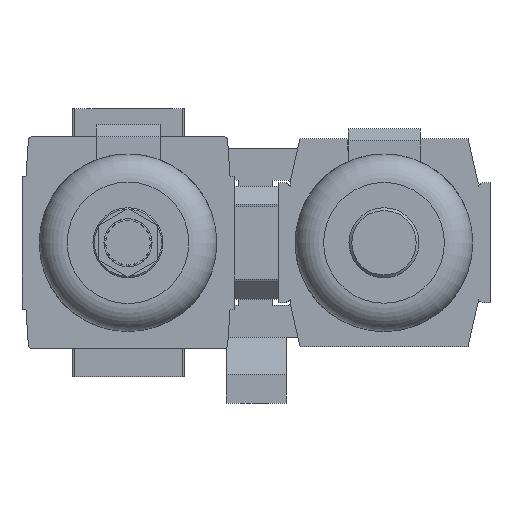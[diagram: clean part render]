
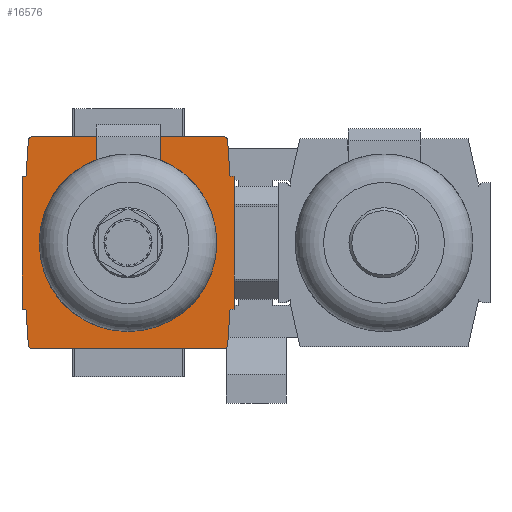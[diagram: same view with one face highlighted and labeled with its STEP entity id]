
A CAD part, front view. The second image highlights one B-rep face of the part: STEP entity #16576.
In plain terms, the highlighted planar face has unit normal (0, -1, 0).
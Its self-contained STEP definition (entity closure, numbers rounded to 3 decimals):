
#156=PLANE('',#17513);
#841=CIRCLE('',#17291,22.2);
#878=CIRCLE('',#17351,1.);
#880=CIRCLE('',#17354,1.);
#882=CIRCLE('',#17357,1.);
#884=CIRCLE('',#17361,1.);
#1989=ORIENTED_EDGE('',*,*,#5789,.F.);
#1990=ORIENTED_EDGE('',*,*,#5790,.T.);
#1991=ORIENTED_EDGE('',*,*,#5303,.F.);
#1992=ORIENTED_EDGE('',*,*,#5791,.F.);
#1993=ORIENTED_EDGE('',*,*,#5552,.F.);
#1994=ORIENTED_EDGE('',*,*,#5504,.F.);
#1995=ORIENTED_EDGE('',*,*,#5523,.F.);
#1996=ORIENTED_EDGE('',*,*,#5468,.F.);
#1997=ORIENTED_EDGE('',*,*,#5521,.F.);
#1998=ORIENTED_EDGE('',*,*,#5516,.F.);
#1999=ORIENTED_EDGE('',*,*,#5576,.F.);
#2000=ORIENTED_EDGE('',*,*,#5571,.F.);
#2001=ORIENTED_EDGE('',*,*,#5564,.F.);
#2002=ORIENTED_EDGE('',*,*,#5526,.F.);
#2003=ORIENTED_EDGE('',*,*,#5533,.F.);
#2004=ORIENTED_EDGE('',*,*,#5398,.F.);
#2005=ORIENTED_EDGE('',*,*,#5519,.F.);
#2006=ORIENTED_EDGE('',*,*,#5500,.F.);
#2007=ORIENTED_EDGE('',*,*,#5557,.F.);
#2008=ORIENTED_EDGE('',*,*,#5555,.F.);
#5303=EDGE_CURVE('',#7334,#7336,#841,.F.);
#5398=EDGE_CURVE('',#7430,#7431,#8747,.T.);
#5468=EDGE_CURVE('',#7494,#7495,#8807,.T.);
#5500=EDGE_CURVE('',#7518,#7519,#8832,.T.);
#5504=EDGE_CURVE('',#7522,#7523,#8836,.T.);
#5516=EDGE_CURVE('',#7534,#7535,#8848,.T.);
#5519=EDGE_CURVE('',#7519,#7430,#878,.T.);
#5521=EDGE_CURVE('',#7535,#7494,#880,.T.);
#5523=EDGE_CURVE('',#7495,#7522,#882,.T.);
#5526=EDGE_CURVE('',#7538,#7539,#8852,.T.);
#5533=EDGE_CURVE('',#7431,#7538,#884,.T.);
#5552=EDGE_CURVE('',#7523,#7551,#8875,.T.);
#5555=EDGE_CURVE('',#7551,#7553,#8878,.T.);
#5557=EDGE_CURVE('',#7553,#7518,#8880,.T.);
#5564=EDGE_CURVE('',#7539,#7557,#8887,.T.);
#5571=EDGE_CURVE('',#7557,#7562,#8893,.T.);
#5576=EDGE_CURVE('',#7562,#7534,#8898,.T.);
#5789=EDGE_CURVE('',#7706,#7707,#9010,.T.);
#5790=EDGE_CURVE('',#7706,#7336,#9011,.T.);
#5791=EDGE_CURVE('',#7707,#7334,#9012,.T.);
#7334=VERTEX_POINT('',#22366);
#7336=VERTEX_POINT('',#22369);
#7430=VERTEX_POINT('',#22694);
#7431=VERTEX_POINT('',#22696);
#7494=VERTEX_POINT('',#22836);
#7495=VERTEX_POINT('',#22838);
#7518=VERTEX_POINT('',#22895);
#7519=VERTEX_POINT('',#22897);
#7522=VERTEX_POINT('',#22904);
#7523=VERTEX_POINT('',#22906);
#7534=VERTEX_POINT('',#22929);
#7535=VERTEX_POINT('',#22931);
#7538=VERTEX_POINT('',#22947);
#7539=VERTEX_POINT('',#22949);
#7551=VERTEX_POINT('',#22993);
#7553=VERTEX_POINT('',#22999);
#7557=VERTEX_POINT('',#23015);
#7562=VERTEX_POINT('',#23029);
#7706=VERTEX_POINT('',#23629);
#7707=VERTEX_POINT('',#23630);
#8747=LINE('',#22695,#10190);
#8807=LINE('',#22837,#10250);
#8832=LINE('',#22896,#10275);
#8836=LINE('',#22905,#10279);
#8848=LINE('',#22930,#10291);
#8852=LINE('',#22948,#10295);
#8875=LINE('',#22996,#10318);
#8878=LINE('',#23002,#10321);
#8880=LINE('',#23005,#10323);
#8887=LINE('',#23018,#10330);
#8893=LINE('',#23032,#10336);
#8898=LINE('',#23039,#10341);
#9010=LINE('',#23628,#10453);
#9011=LINE('',#23631,#10454);
#9012=LINE('',#23632,#10455);
#10190=VECTOR('',#18593,1000.);
#10250=VECTOR('',#18689,1000.);
#10275=VECTOR('',#18734,1000.);
#10279=VECTOR('',#18740,1000.);
#10291=VECTOR('',#18754,1000.);
#10295=VECTOR('',#18778,1000.);
#10318=VECTOR('',#18823,1000.);
#10321=VECTOR('',#18828,1000.);
#10323=VECTOR('',#18832,1000.);
#10330=VECTOR('',#18843,1000.);
#10336=VECTOR('',#18855,1000.);
#10341=VECTOR('',#18864,1000.);
#10453=VECTOR('',#19246,1000.);
#10454=VECTOR('',#19247,1000.);
#10455=VECTOR('',#19248,1000.);
#11744=EDGE_LOOP('',(#1989,#1990,#1991,#1992));
#11745=EDGE_LOOP('',(#1993,#1994,#1995,#1996,#1997,#1998,#1999,#2000,#2001,
#2002,#2003,#2004,#2005,#2006,#2007,#2008));
#12676=FACE_BOUND('',#11744,.T.);
#12677=FACE_BOUND('',#11745,.T.);
#16576=ADVANCED_FACE('',(#12676,#12677),#156,.F.);
#17291=AXIS2_PLACEMENT_3D('',#22368,#18505,#18506);
#17351=AXIS2_PLACEMENT_3D('',#22935,#18760,#18761);
#17354=AXIS2_PLACEMENT_3D('',#22938,#18766,#18767);
#17357=AXIS2_PLACEMENT_3D('',#22941,#18772,#18773);
#17361=AXIS2_PLACEMENT_3D('',#22961,#18788,#18789);
#17513=AXIS2_PLACEMENT_3D('',#23627,#19244,#19245);
#18505=DIRECTION('',(0.,1.,0.));
#18506=DIRECTION('',(0.,0.,1.));
#18593=DIRECTION('',(1.,0.,0.));
#18689=DIRECTION('',(-1.,0.,0.));
#18734=DIRECTION('',(0.066,0.,0.998));
#18740=DIRECTION('',(-0.066,0.,0.998));
#18754=DIRECTION('',(-0.066,0.,-0.998));
#18760=DIRECTION('',(0.,1.,0.));
#18761=DIRECTION('',(1.,0.,0.));
#18766=DIRECTION('',(0.,1.,0.));
#18767=DIRECTION('',(1.,0.,0.));
#18772=DIRECTION('',(0.,1.,0.));
#18773=DIRECTION('',(1.,0.,0.));
#18778=DIRECTION('',(0.066,0.,-0.998));
#18788=DIRECTION('',(0.,1.,0.));
#18789=DIRECTION('',(1.,0.,0.));
#18823=DIRECTION('',(-1.,0.,0.));
#18828=DIRECTION('',(0.,0.,1.));
#18832=DIRECTION('',(1.,0.,0.));
#18843=DIRECTION('',(1.,0.,0.));
#18855=DIRECTION('',(0.,0.,-1.));
#18864=DIRECTION('',(-1.,0.,0.));
#19244=DIRECTION('',(0.,1.,0.));
#19245=DIRECTION('',(0.,0.,1.));
#19246=DIRECTION('',(-1.,0.,0.));
#19247=DIRECTION('',(0.,0.,-1.));
#19248=DIRECTION('',(0.,0.,-1.));
#22366=CARTESIAN_POINT('',(-8.,-67.6,20.708));
#22368=CARTESIAN_POINT('',(0.,-67.6,0.));
#22369=CARTESIAN_POINT('',(8.,-67.6,20.708));
#22694=CARTESIAN_POINT('',(-23.915,-67.6,26.5));
#22695=CARTESIAN_POINT('',(-23.915,-67.6,26.5));
#22696=CARTESIAN_POINT('',(23.915,-67.6,26.5));
#22836=CARTESIAN_POINT('',(23.915,-67.6,-26.5));
#22837=CARTESIAN_POINT('',(23.915,-67.6,-26.5));
#22838=CARTESIAN_POINT('',(-23.915,-67.6,-26.5));
#22895=CARTESIAN_POINT('',(-25.5,-67.6,16.6));
#22896=CARTESIAN_POINT('',(-25.5,-67.6,16.6));
#22897=CARTESIAN_POINT('',(-24.9,-67.6,25.674));
#22904=CARTESIAN_POINT('',(-24.9,-67.6,-25.674));
#22905=CARTESIAN_POINT('',(-24.9,-67.6,-25.674));
#22906=CARTESIAN_POINT('',(-25.5,-67.6,-16.6));
#22929=CARTESIAN_POINT('',(25.5,-67.6,-16.6));
#22930=CARTESIAN_POINT('',(25.5,-67.6,-16.6));
#22931=CARTESIAN_POINT('',(24.9,-67.6,-25.674));
#22935=CARTESIAN_POINT('',(-23.915,-67.6,25.5));
#22938=CARTESIAN_POINT('',(23.915,-67.6,-25.5));
#22941=CARTESIAN_POINT('',(-23.915,-67.6,-25.5));
#22947=CARTESIAN_POINT('',(24.9,-67.6,25.674));
#22948=CARTESIAN_POINT('',(24.9,-67.6,25.674));
#22949=CARTESIAN_POINT('',(25.5,-67.6,16.6));
#22961=CARTESIAN_POINT('',(23.915,-67.6,25.5));
#22993=CARTESIAN_POINT('',(-26.5,-67.6,-16.6));
#22996=CARTESIAN_POINT('',(-25.5,-67.6,-16.6));
#22999=CARTESIAN_POINT('',(-26.5,-67.6,16.6));
#23002=CARTESIAN_POINT('',(-26.5,-67.6,-16.6));
#23005=CARTESIAN_POINT('',(-26.5,-67.6,16.6));
#23015=CARTESIAN_POINT('',(26.5,-67.6,16.6));
#23018=CARTESIAN_POINT('',(25.5,-67.6,16.6));
#23029=CARTESIAN_POINT('',(26.5,-67.6,-16.6));
#23032=CARTESIAN_POINT('',(26.5,-67.6,16.6));
#23039=CARTESIAN_POINT('',(26.5,-67.6,-16.6));
#23627=CARTESIAN_POINT('',(-23.915,-67.6,25.5));
#23628=CARTESIAN_POINT('',(-23.915,-67.6,26.));
#23629=CARTESIAN_POINT('',(8.,-67.6,26.));
#23630=CARTESIAN_POINT('',(-8.,-67.6,26.));
#23631=CARTESIAN_POINT('',(8.,-67.6,25.5));
#23632=CARTESIAN_POINT('',(-8.,-67.6,25.5));
